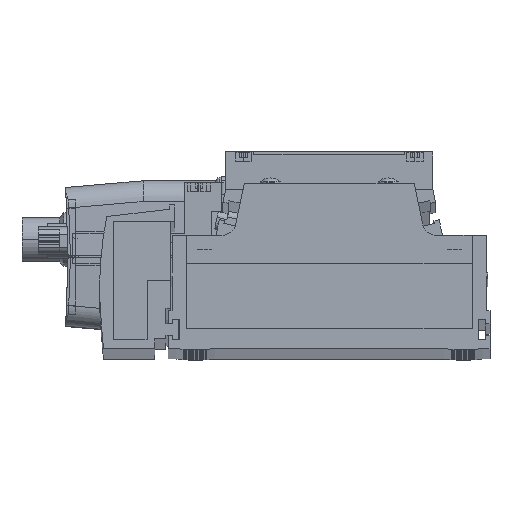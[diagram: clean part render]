
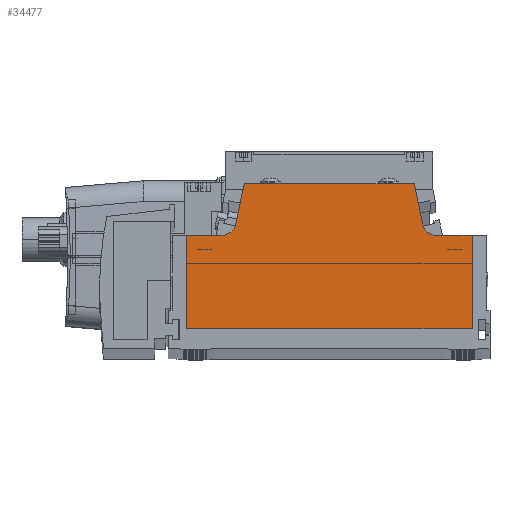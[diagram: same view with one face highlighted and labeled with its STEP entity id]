
A CAD part, top view. The second image highlights one B-rep face of the part: STEP entity #34477.
In plain terms, the highlighted planar face has unit normal (0, 0, 1).
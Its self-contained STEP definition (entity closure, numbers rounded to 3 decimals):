
#130 = DIRECTION ( 'NONE',  ( -1., 0., 0. ) ) ;
#193 = EDGE_LOOP ( 'NONE', ( #4016, #1043, #12717, #4374, #4972, #17205, #6813, #1250, #22006, #1337 ) ) ;
#218 = CARTESIAN_POINT ( 'NONE',  ( 40., 84.488, 1722.5 ) ) ;
#408 = DIRECTION ( 'NONE',  ( 0., -1., 0. ) ) ;
#677 = LINE ( 'NONE', #37584, #17717 ) ;
#1015 = DIRECTION ( 'NONE',  ( 1., 0., 0. ) ) ;
#1043 = ORIENTED_EDGE ( 'NONE', *, *, #4678, .T. ) ;
#1226 = LINE ( 'NONE', #10426, #9615 ) ;
#1250 = ORIENTED_EDGE ( 'NONE', *, *, #23582, .T. ) ;
#1337 = ORIENTED_EDGE ( 'NONE', *, *, #5924, .F. ) ;
#1543 = VECTOR ( 'NONE', #18856, 1000. ) ;
#2631 = EDGE_CURVE ( 'NONE', #18128, #3079, #27420, .T. ) ;
#2700 = LINE ( 'NONE', #218, #31480 ) ;
#3079 = VERTEX_POINT ( 'NONE', #6380 ) ;
#3113 = DIRECTION ( 'NONE',  ( 0.204, -0.979, 0. ) ) ;
#3255 = VERTEX_POINT ( 'NONE', #33284 ) ;
#3884 = CARTESIAN_POINT ( 'NONE',  ( -40., 3., 1722.5 ) ) ;
#3969 = DIRECTION ( 'NONE',  ( -1., 0., 0. ) ) ;
#4016 = ORIENTED_EDGE ( 'NONE', *, *, #25475, .F. ) ;
#4374 = ORIENTED_EDGE ( 'NONE', *, *, #8234, .F. ) ;
#4678 = EDGE_CURVE ( 'NONE', #39401, #32691, #1226, .T. ) ;
#4972 = ORIENTED_EDGE ( 'NONE', *, *, #17058, .F. ) ;
#5838 = VECTOR ( 'NONE', #3113, 1000. ) ;
#5924 = EDGE_CURVE ( 'NONE', #32715, #19367, #10677, .T. ) ;
#5965 = DIRECTION ( 'NONE',  ( 0., -1., 0. ) ) ;
#6116 = VECTOR ( 'NONE', #1015, 1000. ) ;
#6380 = CARTESIAN_POINT ( 'NONE',  ( -23.784, 17.45, 1722.5 ) ) ;
#6402 = CARTESIAN_POINT ( 'NONE',  ( -26.797, 3., 1722.5 ) ) ;
#6813 = ORIENTED_EDGE ( 'NONE', *, *, #20352, .T. ) ;
#8234 = EDGE_CURVE ( 'NONE', #20129, #3255, #21280, .T. ) ;
#8393 = VERTEX_POINT ( 'NONE', #29216 ) ;
#8843 = CARTESIAN_POINT ( 'NONE',  ( 23.784, 17.45, 1722.5 ) ) ;
#9393 = LINE ( 'NONE', #40179, #33423 ) ;
#9615 = VECTOR ( 'NONE', #17144, 1000. ) ;
#9632 = CARTESIAN_POINT ( 'NONE',  ( -30.049, 7., 1722.5 ) ) ;
#10426 = CARTESIAN_POINT ( 'NONE',  ( -40., 3., 1722.5 ) ) ;
#10677 = LINE ( 'NONE', #28831, #23744 ) ;
#10863 = EDGE_CURVE ( 'NONE', #32691, #3255, #37084, .T. ) ;
#11228 = CARTESIAN_POINT ( 'NONE',  ( 40., -23.13, 1722.5 ) ) ;
#11291 = CARTESIAN_POINT ( 'NONE',  ( 40., 3., 1722.5 ) ) ;
#12717 = ORIENTED_EDGE ( 'NONE', *, *, #10863, .T. ) ;
#12786 = CARTESIAN_POINT ( 'NONE',  ( -40., 84.488, 1722.5 ) ) ;
#13704 = AXIS2_PLACEMENT_3D ( 'NONE', #12786, #18511, #130 ) ;
#16959 = CARTESIAN_POINT ( 'NONE',  ( 30.049, 3., 1722.5 ) ) ;
#17058 = EDGE_CURVE ( 'NONE', #3079, #20129, #32010, .T. ) ;
#17144 = DIRECTION ( 'NONE',  ( -1., 0., 0. ) ) ;
#17205 = ORIENTED_EDGE ( 'NONE', *, *, #2631, .F. ) ;
#17648 = AXIS2_PLACEMENT_3D ( 'NONE', #9632, #40038, #27799 ) ;
#17717 = VECTOR ( 'NONE', #25556, 1000. ) ;
#18128 = VERTEX_POINT ( 'NONE', #21817 ) ;
#18511 = DIRECTION ( 'NONE',  ( 0., 0., -1. ) ) ;
#18856 = DIRECTION ( 'NONE',  ( 0.204, 0.979, 0. ) ) ;
#18920 = PLANE ( 'NONE',  #13704 ) ;
#19367 = VERTEX_POINT ( 'NONE', #26493 ) ;
#20129 = VERTEX_POINT ( 'NONE', #25391 ) ;
#20352 = EDGE_CURVE ( 'NONE', #18128, #8393, #21523, .T. ) ;
#21280 = LINE ( 'NONE', #8843, #5838 ) ;
#21463 = AXIS2_PLACEMENT_3D ( 'NONE', #40087, #22142, #37619 ) ;
#21523 = CIRCLE ( 'NONE', #17648, 4. ) ;
#21817 = CARTESIAN_POINT ( 'NONE',  ( -26.133, 6.184, 1722.5 ) ) ;
#22006 = ORIENTED_EDGE ( 'NONE', *, *, #22274, .T. ) ;
#22142 = DIRECTION ( 'NONE',  ( 0., 0., -1. ) ) ;
#22274 = EDGE_CURVE ( 'NONE', #35898, #19367, #9393, .T. ) ;
#23582 = EDGE_CURVE ( 'NONE', #8393, #35898, #677, .T. ) ;
#23744 = VECTOR ( 'NONE', #3969, 1000. ) ;
#25391 = CARTESIAN_POINT ( 'NONE',  ( 23.784, 17.45, 1722.5 ) ) ;
#25475 = EDGE_CURVE ( 'NONE', #39401, #32715, #2700, .T. ) ;
#25556 = DIRECTION ( 'NONE',  ( -1., 0., 0. ) ) ;
#26493 = CARTESIAN_POINT ( 'NONE',  ( -40., -23.13, 1722.5 ) ) ;
#27420 = LINE ( 'NONE', #6402, #1543 ) ;
#27799 = DIRECTION ( 'NONE',  ( -1., 0., 0. ) ) ;
#28831 = CARTESIAN_POINT ( 'NONE',  ( -40., -23.13, 1722.5 ) ) ;
#28963 = CARTESIAN_POINT ( 'NONE',  ( -23.784, 17.45, 1722.5 ) ) ;
#29216 = CARTESIAN_POINT ( 'NONE',  ( -30.049, 3., 1722.5 ) ) ;
#31480 = VECTOR ( 'NONE', #5965, 1000. ) ;
#32010 = LINE ( 'NONE', #28963, #6116 ) ;
#32691 = VERTEX_POINT ( 'NONE', #16959 ) ;
#32715 = VERTEX_POINT ( 'NONE', #11228 ) ;
#33284 = CARTESIAN_POINT ( 'NONE',  ( 26.133, 6.184, 1722.5 ) ) ;
#33423 = VECTOR ( 'NONE', #408, 1000. ) ;
#34477 = ADVANCED_FACE ( 'NONE', ( #34812 ), #18920, .F. ) ;
#34812 = FACE_OUTER_BOUND ( 'NONE', #193, .T. ) ;
#35898 = VERTEX_POINT ( 'NONE', #3884 ) ;
#37084 = CIRCLE ( 'NONE', #21463, 4. ) ;
#37584 = CARTESIAN_POINT ( 'NONE',  ( -40., 3., 1722.5 ) ) ;
#37619 = DIRECTION ( 'NONE',  ( -1., 0., 0. ) ) ;
#39401 = VERTEX_POINT ( 'NONE', #11291 ) ;
#40038 = DIRECTION ( 'NONE',  ( 0., 0., -1. ) ) ;
#40087 = CARTESIAN_POINT ( 'NONE',  ( 30.049, 7., 1722.5 ) ) ;
#40179 = CARTESIAN_POINT ( 'NONE',  ( -40., 84.488, 1722.5 ) ) ;
